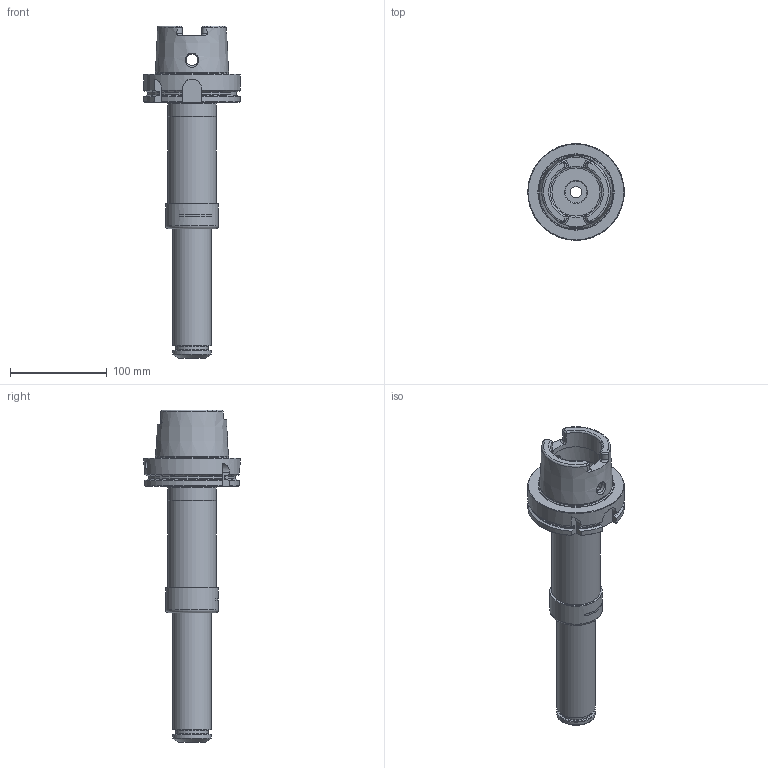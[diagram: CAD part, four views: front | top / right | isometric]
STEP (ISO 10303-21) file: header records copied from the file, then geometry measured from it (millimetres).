
FILE_DESCRIPTION(/* description */ (''),/* implementation_level */ '2;1');
FILE_NAME(/* name */ '888576130.stp',/* time_stamp */ '2023-03-15T12:24:04',/* author */ ('Ratnasingam Jekanthan'),/* organization */ ('REGO-FIX'),/* preprocessor_version */ ' Unknown',/* originating_system */ 'SIEMENS PLM Software Solid Edge ST10',/* authorization */ 'Unknown');
FILE_SCHEMA (('AUTOMOTIVE_DESIGN { 1 0 10303 214 2 1 1}'));
Length unit declared in the file: millimetre
Products named in the file (1): NOCUT
Bounding box: 100 x 100 x 344 mm (x, y, z)
Volume: 621198.4 mm3; surface area: 112564.4 mm2
Topology: 1 solids, 2 shells, 191 faces, 463 edges, 290 vertices
Faces by surface type: plane 52, cylinder 51, cone 49, torus 39
Full cylindrical faces by diameter (mm): 8.5 x1, 10 x1, 12 x4, 14 x1, 22.376 x1, 25 x2, 30.5 x1, 31.6 x1, 33 x1, 34 x1, 40 x2, 40.2 x1, 42 x1, 45 x1, 48.376 x2, 50 x1, 50.05 x1, 50.5 x1, 51.3 x1, 53 x2, 54.8 x1, 63 x1, 75.459 x1, 100 x1
Entity records: 6481 total; most frequent: CARTESIAN_POINT 1206, DIRECTION 834, ORIENTED_EDGE 678, AXIS2_PLACEMENT_3D 373, EDGE_CURVE 339, EDGE_LOOP 306, FACE_BOUND 306, VERTEX_POINT 259
